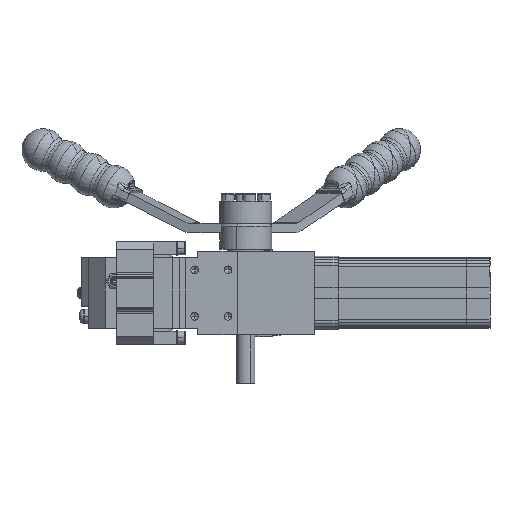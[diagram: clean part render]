
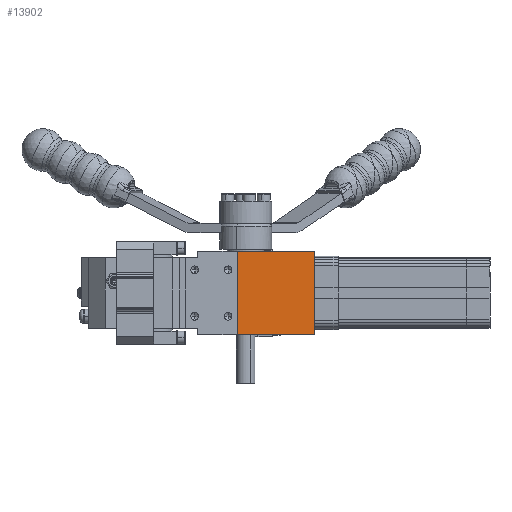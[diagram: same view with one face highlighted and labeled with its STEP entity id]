
A CAD part, left-side view. The second image highlights one B-rep face of the part: STEP entity #13902.
In plain terms, the highlighted planar face has unit normal (-1, 0, 0).
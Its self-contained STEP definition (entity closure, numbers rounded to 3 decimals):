
#10315=CARTESIAN_POINT('',(24.87,-78.127,67.09));
#10316=VERTEX_POINT('',#10315);
#10323=CARTESIAN_POINT('',(24.87,-78.127,22.09));
#10324=VERTEX_POINT('',#10323);
#10325=CARTESIAN_POINT('',(24.87,-78.127,22.09));
#10326=DIRECTION('',(0.0,0.0,1.0));
#10327=VECTOR('',#10326,45.0);
#10328=LINE('',#10325,#10327);
#10329=EDGE_CURVE('',#10324,#10316,#10328,.T.);
#13681=CARTESIAN_POINT('',(24.87,-36.627,22.09));
#13682=VERTEX_POINT('',#13681);
#13683=CARTESIAN_POINT('',(24.87,-78.127,22.09));
#13684=DIRECTION('',(0.0,1.0,0.0));
#13685=VECTOR('',#13684,41.5);
#13686=LINE('',#13683,#13685);
#13687=EDGE_CURVE('',#10324,#13682,#13686,.T.);
#13869=CARTESIAN_POINT('',(24.87,-36.627,67.09));
#13870=VERTEX_POINT('',#13869);
#13871=CARTESIAN_POINT('',(24.87,-36.627,22.09));
#13872=DIRECTION('',(0.0,0.0,1.0));
#13873=VECTOR('',#13872,45.0);
#13874=LINE('',#13871,#13873);
#13875=EDGE_CURVE('',#13682,#13870,#13874,.T.);
#13886=CARTESIAN_POINT('',(24.87,-80.202,19.84));
#13887=DIRECTION('',(-1.0,0.0,0.0));
#13888=DIRECTION('',(0.0,0.0,1.0));
#13889=AXIS2_PLACEMENT_3D('',#13886,#13887,#13888);
#13890=PLANE('',#13889);
#13891=ORIENTED_EDGE('',*,*,#13875,.F.);
#13892=ORIENTED_EDGE('',*,*,#13687,.F.);
#13893=ORIENTED_EDGE('',*,*,#10329,.T.);
#13894=CARTESIAN_POINT('',(24.87,-78.127,67.09));
#13895=DIRECTION('',(0.0,1.0,0.0));
#13896=VECTOR('',#13895,41.5);
#13897=LINE('',#13894,#13896);
#13898=EDGE_CURVE('',#10316,#13870,#13897,.T.);
#13899=ORIENTED_EDGE('',*,*,#13898,.T.);
#13900=EDGE_LOOP('',(#13891,#13892,#13893,#13899));
#13901=FACE_OUTER_BOUND('',#13900,.T.);
#13902=ADVANCED_FACE('',(#13901),#13890,.T.);
